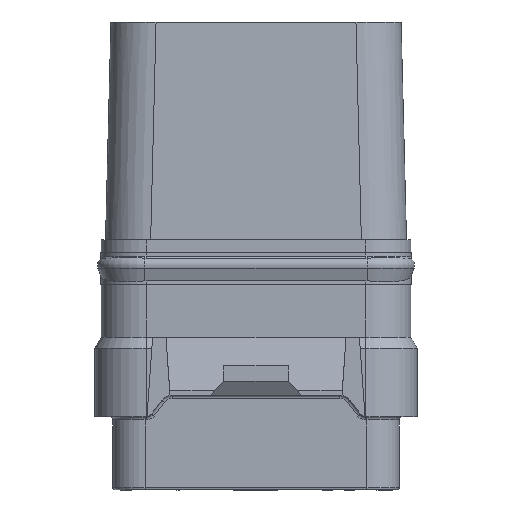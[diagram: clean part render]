
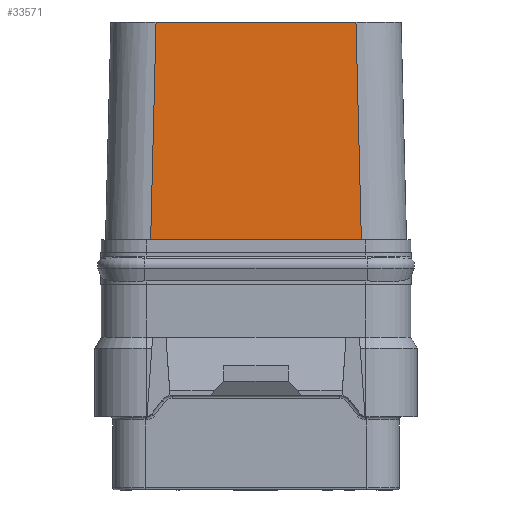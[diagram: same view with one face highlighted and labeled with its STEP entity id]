
A CAD part, front view. The second image highlights one B-rep face of the part: STEP entity #33571.
In plain terms, the highlighted planar face has unit normal (0, -1, 0.025).
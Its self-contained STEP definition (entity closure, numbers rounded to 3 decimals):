
#32=DIRECTION('',(1.,0.,0.));
#33=VECTOR('',#32,9.3);
#34=CARTESIAN_POINT('',(-4.65,-5.75,10.12));
#35=LINE('',#34,#33);
#1611=DIRECTION('',(1.,0.,0.));
#1612=VECTOR('',#1611,9.8);
#1613=CARTESIAN_POINT('',(-4.9,-6.,0.));
#1614=LINE('',#1613,#1612);
#1657=DIRECTION('',(-0.025,0.025,0.999));
#1658=VECTOR('',#1657,10.126);
#1659=CARTESIAN_POINT('',(4.9,-6.,0.));
#1660=LINE('',#1659,#1658);
#1661=DIRECTION('',(0.025,0.025,0.999));
#1662=VECTOR('',#1661,10.126);
#1663=CARTESIAN_POINT('',(-4.9,-6.,0.));
#1664=LINE('',#1663,#1662);
#25668=CARTESIAN_POINT('',(-4.65,-5.75,10.12));
#25669=VERTEX_POINT('',#25668);
#25670=CARTESIAN_POINT('',(4.65,-5.75,10.12));
#25671=VERTEX_POINT('',#25670);
#25684=CARTESIAN_POINT('',(-4.9,-6.,0.));
#25685=VERTEX_POINT('',#25684);
#25686=CARTESIAN_POINT('',(4.9,-6.,0.));
#25687=VERTEX_POINT('',#25686);
#33559=CARTESIAN_POINT('',(0.,-5.875,5.06));
#33560=DIRECTION('',(0.,-1.,0.025));
#33561=DIRECTION('',(1.,0.,0.));
#33562=AXIS2_PLACEMENT_3D('',#33559,#33560,#33561);
#33563=PLANE('',#33562);
#33564=ORIENTED_EDGE('',*,*,#33396,.F.);
#33566=ORIENTED_EDGE('',*,*,#33565,.T.);
#33567=ORIENTED_EDGE('',*,*,#32537,.T.);
#33568=ORIENTED_EDGE('',*,*,#33552,.F.);
#33569=EDGE_LOOP('',(#33564,#33566,#33567,#33568));
#33570=FACE_OUTER_BOUND('',#33569,.F.);
#33571=ADVANCED_FACE('',(#33570),#33563,.T.);
#32537=EDGE_CURVE('',#25669,#25671,#35,.T.);
#33396=EDGE_CURVE('',#25685,#25687,#1614,.T.);
#33552=EDGE_CURVE('',#25687,#25671,#1660,.T.);
#33565=EDGE_CURVE('',#25685,#25669,#1664,.T.);
